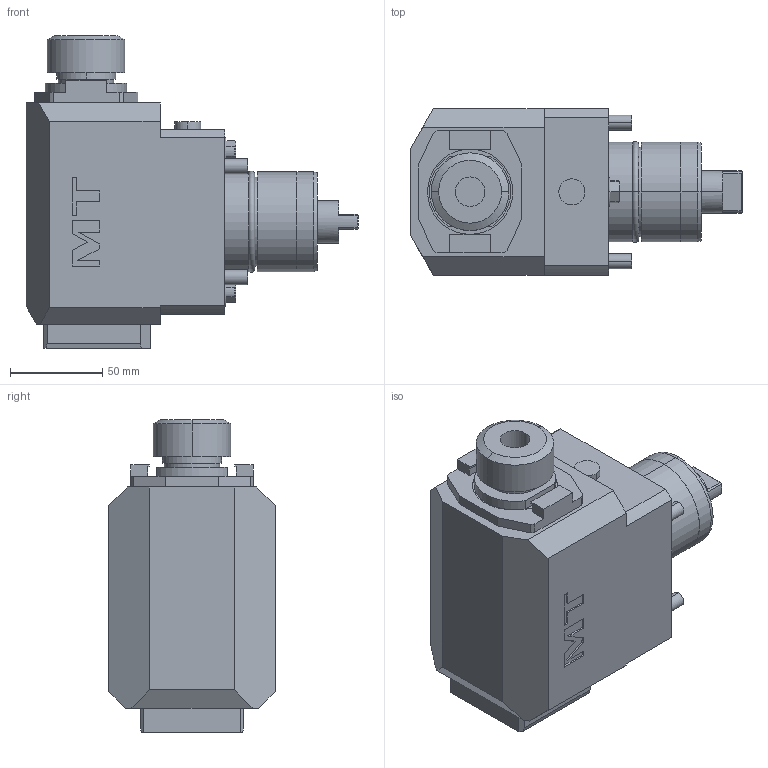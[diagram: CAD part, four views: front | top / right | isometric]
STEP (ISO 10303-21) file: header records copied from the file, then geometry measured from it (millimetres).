
FILE_DESCRIPTION((''),'2;1');
FILE_NAME('MYA0160225_CONF','2024-12-20T16:52:06',('fpalella'),('M.T. srl'),'CREO PARAMETRIC BY PTC INC, 2023352','CREO PARAMETRIC BY PTC INC, 2023352','');
FILE_SCHEMA(('CONFIG_CONTROL_DESIGN'));
Length unit declared in the file: millimetre
Products named in the file (1): MYA0160225_CONF
Bounding box: 179.5 x 90 x 169.16 mm (x, y, z)
Volume: 1270802.5 mm3; surface area: 88614.5 mm2
Topology: 1 solids, 1 shells, 222 faces, 553 edges, 364 vertices
Faces by surface type: plane 144, cylinder 54, cone 14, torus 6, extrusion 4
Entity records: 6719 total; most frequent: CARTESIAN_POINT 1289, DIRECTION 1107, ORIENTED_EDGE 1106, EDGE_CURVE 553, VECTOR 387, LINE 383, VERTEX_POINT 364, AXIS2_PLACEMENT_3D 360
